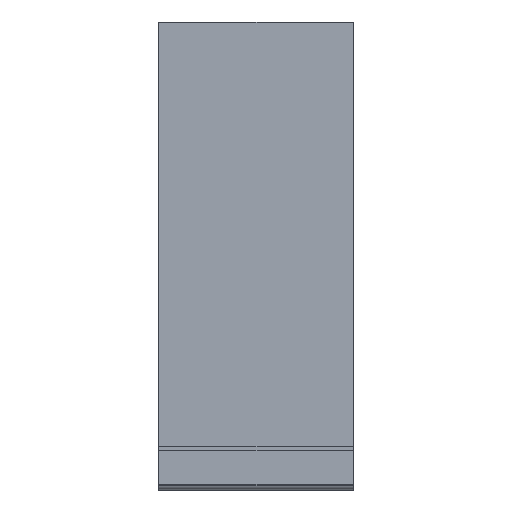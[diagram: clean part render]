
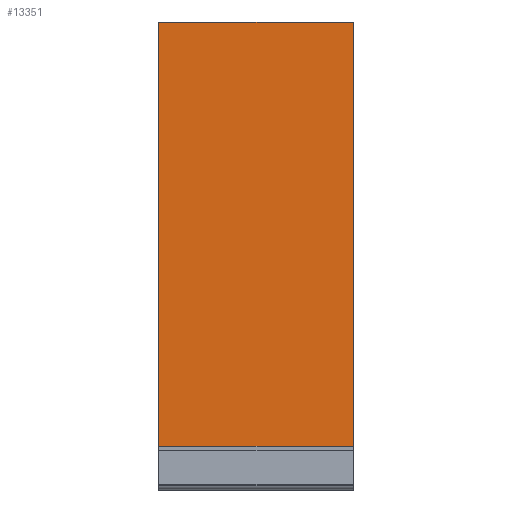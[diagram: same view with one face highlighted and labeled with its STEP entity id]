
A CAD part, left-side view. The second image highlights one B-rep face of the part: STEP entity #13351.
In plain terms, the highlighted planar face has unit normal (-1, 0, 0).
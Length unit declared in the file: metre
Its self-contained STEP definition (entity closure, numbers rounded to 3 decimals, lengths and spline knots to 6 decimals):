
#68 = CARTESIAN_POINT('NONE', (-0.05, 0, -0));
#69 = VERTEX_POINT('NONE', #68);
#74 = CARTESIAN_POINT('NONE', (-0.05, 0.005, -0));
#75 = VERTEX_POINT('NONE', #74);
#80 = CARTESIAN_POINT('NONE', (-0.05, 0, -0.010875));
#81 = VERTEX_POINT('NONE', #80);
#82 = CARTESIAN_POINT('NONE', (-0.05, 0.005, -0.010875));
#83 = VERTEX_POINT('NONE', #82);
#2284 = DIRECTION('NONE', (0, 1, 0));
#2285 = VECTOR('NONE', #2284, 1);
#2286 = CARTESIAN_POINT('NONE', (-0.05, 0, -0));
#2287 = LINE('NONE', #2286, #2285);
#2304 = DIRECTION('NONE', (0, 1, 0));
#2305 = VECTOR('NONE', #2304, 1);
#2306 = CARTESIAN_POINT('NONE', (-0.05, 0, -0.010875));
#2307 = LINE('NONE', #2306, #2305);
#2312 = DIRECTION('NONE', (0, 0, 1));
#2313 = VECTOR('NONE', #2312, 1);
#2314 = CARTESIAN_POINT('NONE', (-0.05, 0, -0.010875));
#2315 = LINE('NONE', #2314, #2313);
#2316 = DIRECTION('NONE', (0, 0, 1));
#2317 = VECTOR('NONE', #2316, 1);
#2318 = CARTESIAN_POINT('NONE', (-0.05, 0.005, -0.010875));
#2319 = LINE('NONE', #2318, #2317);
#8819 = EDGE_CURVE('NONE', #69, #75, #2287, .T.);
#8824 = EDGE_CURVE('NONE', #81, #83, #2307, .T.);
#8826 = EDGE_CURVE('NONE', #81, #69, #2315, .T.);
#8827 = EDGE_CURVE('NONE', #83, #75, #2319, .T.);
#10422 = CARTESIAN_POINT('NONE', (-0.05, 0.0025, -0.005438));
#10423 = DIRECTION('NONE', (-1, 0, 0));
#10424 = AXIS2_PLACEMENT_3D('NONE', #10422, #10423, $);
#10425 = PLANE('NONE', #10424);
#13345 = ORIENTED_EDGE('NONE', *, *, #8826, .T.);
#13346 = ORIENTED_EDGE('NONE', *, *, #8819, .T.);
#13347 = ORIENTED_EDGE('NONE', *, *, #8827, .F.);
#13348 = ORIENTED_EDGE('NONE', *, *, #8824, .F.);
#13349 = EDGE_LOOP('NONE', (#13345, #13346, #13347, #13348));
#13350 = FACE_BOUND('NONE', #13349, .T.);
#13351 = ADVANCED_FACE('NONE', (#13350), #10425, .T.);
